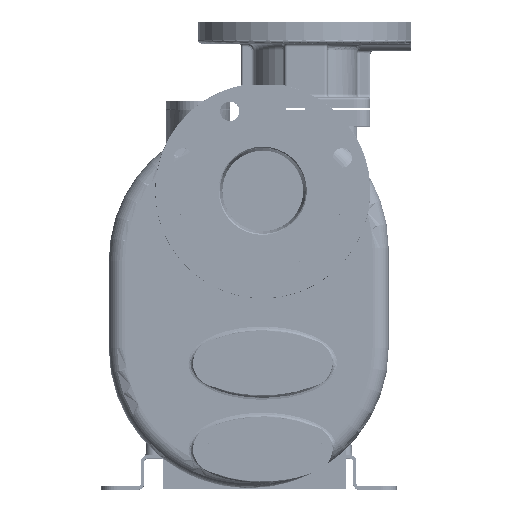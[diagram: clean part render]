
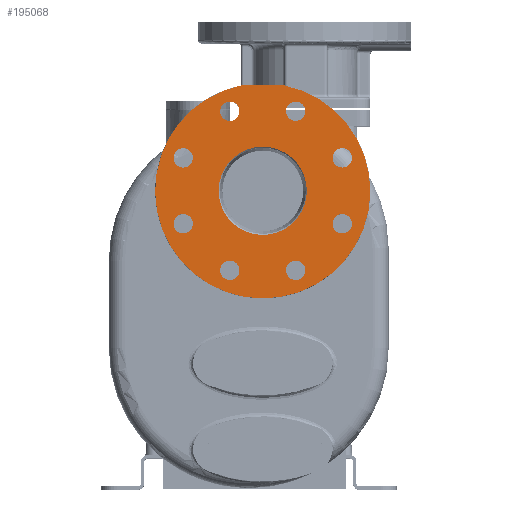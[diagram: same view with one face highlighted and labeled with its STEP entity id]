
A CAD part, top view. The second image highlights one B-rep face of the part: STEP entity #195068.
In plain terms, the highlighted planar face has unit normal (0, 0, 1).
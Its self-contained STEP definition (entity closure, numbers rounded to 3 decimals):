
#65575=DIRECTION('',(1.,0.,0.));
#65576=VECTOR('',#65575,39.799);
#65577=CARTESIAN_POINT('',(-6.9,375.,173.));
#65578=LINE('',#65577,#65576);
#65579=CARTESIAN_POINT('',(13.,277.,173.));
#65580=DIRECTION('',(0.,0.,1.));
#65581=DIRECTION('',(1.,0.,0.));
#65582=AXIS2_PLACEMENT_3D('',#65579,#65580,#65581);
#65584=CARTESIAN_POINT('',(13.,277.,173.));
#65585=DIRECTION('',(0.,0.,1.));
#65586=DIRECTION('',(-1.,0.,0.));
#65587=AXIS2_PLACEMENT_3D('',#65584,#65585,#65586);
#65589=CARTESIAN_POINT('',(86.91,307.615,173.));
#65590=DIRECTION('',(0.,0.,1.));
#65591=DIRECTION('',(1.,0.,0.));
#65592=AXIS2_PLACEMENT_3D('',#65589,#65590,#65591);
#65594=CARTESIAN_POINT('',(86.91,307.615,173.));
#65595=DIRECTION('',(0.,0.,1.));
#65596=DIRECTION('',(-1.,0.,0.));
#65597=AXIS2_PLACEMENT_3D('',#65594,#65595,#65596);
#65599=CARTESIAN_POINT('',(43.615,350.91,173.));
#65600=DIRECTION('',(0.,0.,1.));
#65601=DIRECTION('',(0.707,0.707,0.));
#65602=AXIS2_PLACEMENT_3D('',#65599,#65600,#65601);
#65604=CARTESIAN_POINT('',(43.615,350.91,173.));
#65605=DIRECTION('',(0.,0.,1.));
#65606=DIRECTION('',(-0.707,-0.707,0.));
#65607=AXIS2_PLACEMENT_3D('',#65604,#65605,#65606);
#65609=CARTESIAN_POINT('',(-17.615,350.91,173.));
#65610=DIRECTION('',(0.,0.,1.));
#65611=DIRECTION('',(0.,1.,0.));
#65612=AXIS2_PLACEMENT_3D('',#65609,#65610,#65611);
#65614=CARTESIAN_POINT('',(-17.615,350.91,173.));
#65615=DIRECTION('',(0.,0.,1.));
#65616=DIRECTION('',(0.,-1.,0.));
#65617=AXIS2_PLACEMENT_3D('',#65614,#65615,#65616);
#65619=CARTESIAN_POINT('',(-60.91,307.615,173.));
#65620=DIRECTION('',(0.,0.,1.));
#65621=DIRECTION('',(-0.707,0.707,0.));
#65622=AXIS2_PLACEMENT_3D('',#65619,#65620,#65621);
#65624=CARTESIAN_POINT('',(-60.91,307.615,173.));
#65625=DIRECTION('',(0.,0.,1.));
#65626=DIRECTION('',(0.707,-0.707,0.));
#65627=AXIS2_PLACEMENT_3D('',#65624,#65625,#65626);
#65629=CARTESIAN_POINT('',(-60.91,246.385,173.));
#65630=DIRECTION('',(0.,0.,1.));
#65631=DIRECTION('',(-1.,0.,0.));
#65632=AXIS2_PLACEMENT_3D('',#65629,#65630,#65631);
#65634=CARTESIAN_POINT('',(-60.91,246.385,173.));
#65635=DIRECTION('',(0.,0.,1.));
#65636=DIRECTION('',(1.,0.,0.));
#65637=AXIS2_PLACEMENT_3D('',#65634,#65635,#65636);
#65639=CARTESIAN_POINT('',(-17.615,203.09,173.));
#65640=DIRECTION('',(0.,0.,1.));
#65641=DIRECTION('',(-0.707,-0.707,0.));
#65642=AXIS2_PLACEMENT_3D('',#65639,#65640,#65641);
#65644=CARTESIAN_POINT('',(-17.615,203.09,173.));
#65645=DIRECTION('',(0.,0.,1.));
#65646=DIRECTION('',(0.707,0.707,0.));
#65647=AXIS2_PLACEMENT_3D('',#65644,#65645,#65646);
#65649=CARTESIAN_POINT('',(43.615,203.09,173.));
#65650=DIRECTION('',(0.,0.,1.));
#65651=DIRECTION('',(0.,-1.,0.));
#65652=AXIS2_PLACEMENT_3D('',#65649,#65650,#65651);
#65654=CARTESIAN_POINT('',(43.615,203.09,173.));
#65655=DIRECTION('',(0.,0.,1.));
#65656=DIRECTION('',(0.,1.,0.));
#65657=AXIS2_PLACEMENT_3D('',#65654,#65655,#65656);
#65659=CARTESIAN_POINT('',(86.91,246.385,173.));
#65660=DIRECTION('',(0.,0.,1.));
#65661=DIRECTION('',(0.707,-0.707,0.));
#65662=AXIS2_PLACEMENT_3D('',#65659,#65660,#65661);
#65664=CARTESIAN_POINT('',(86.91,246.385,173.));
#65665=DIRECTION('',(0.,0.,1.));
#65666=DIRECTION('',(-0.707,0.707,0.));
#65667=AXIS2_PLACEMENT_3D('',#65664,#65665,#65666);
#68604=CARTESIAN_POINT('',(13.,277.,173.));
#68605=DIRECTION('',(0.,0.,1.));
#68606=DIRECTION('',(-0.199,0.98,0.));
#68607=AXIS2_PLACEMENT_3D('',#68604,#68605,#68606);
#124142=CARTESIAN_POINT('',(-6.9,375.,173.));
#124143=CARTESIAN_POINT('',(32.9,375.,173.));
#124144=VERTEX_POINT('',#124142);
#124145=VERTEX_POINT('',#124143);
#124472=CARTESIAN_POINT('',(54.,277.,173.));
#124473=CARTESIAN_POINT('',(-28.,277.,173.));
#124474=VERTEX_POINT('',#124472);
#124475=VERTEX_POINT('',#124473);
#124476=CARTESIAN_POINT('',(95.91,307.615,173.));
#124477=CARTESIAN_POINT('',(77.91,307.615,173.));
#124478=VERTEX_POINT('',#124476);
#124479=VERTEX_POINT('',#124477);
#124484=CARTESIAN_POINT('',(49.979,357.274,173.));
#124485=CARTESIAN_POINT('',(37.251,344.546,173.));
#124486=VERTEX_POINT('',#124484);
#124487=VERTEX_POINT('',#124485);
#124492=CARTESIAN_POINT('',(-17.615,359.91,173.));
#124493=CARTESIAN_POINT('',(-17.615,341.91,173.));
#124494=VERTEX_POINT('',#124492);
#124495=VERTEX_POINT('',#124493);
#124500=CARTESIAN_POINT('',(-67.274,313.979,173.));
#124501=CARTESIAN_POINT('',(-54.546,301.251,173.));
#124502=VERTEX_POINT('',#124500);
#124503=VERTEX_POINT('',#124501);
#124508=CARTESIAN_POINT('',(-69.91,246.385,173.));
#124509=CARTESIAN_POINT('',(-51.91,246.385,173.));
#124510=VERTEX_POINT('',#124508);
#124511=VERTEX_POINT('',#124509);
#124516=CARTESIAN_POINT('',(-23.979,196.726,173.));
#124517=CARTESIAN_POINT('',(-11.251,209.454,173.));
#124518=VERTEX_POINT('',#124516);
#124519=VERTEX_POINT('',#124517);
#124524=CARTESIAN_POINT('',(43.615,194.09,173.));
#124525=CARTESIAN_POINT('',(43.615,212.09,173.));
#124526=VERTEX_POINT('',#124524);
#124527=VERTEX_POINT('',#124525);
#124532=CARTESIAN_POINT('',(93.274,240.021,173.));
#124533=CARTESIAN_POINT('',(80.546,252.749,173.));
#124534=VERTEX_POINT('',#124532);
#124535=VERTEX_POINT('',#124533);
#195005=CARTESIAN_POINT('',(13.,277.,173.));
#195006=DIRECTION('',(0.,0.,1.));
#195007=DIRECTION('',(0.,1.,0.));
#195008=AXIS2_PLACEMENT_3D('',#195005,#195006,#195007);
#195009=PLANE('',#195008);
#195011=ORIENTED_EDGE('',*,*,#195010,.T.);
#195013=ORIENTED_EDGE('',*,*,#195012,.F.);
#195014=EDGE_LOOP('',(#195011,#195013));
#195015=FACE_OUTER_BOUND('',#195014,.F.);
#195016=ORIENTED_EDGE('',*,*,#194959,.T.);
#195017=ORIENTED_EDGE('',*,*,#194974,.T.);
#195018=EDGE_LOOP('',(#195016,#195017));
#195019=FACE_BOUND('',#195018,.F.);
#195021=ORIENTED_EDGE('',*,*,#195020,.T.);
#195023=ORIENTED_EDGE('',*,*,#195022,.T.);
#195024=EDGE_LOOP('',(#195021,#195023));
#195025=FACE_BOUND('',#195024,.F.);
#195027=ORIENTED_EDGE('',*,*,#195026,.T.);
#195029=ORIENTED_EDGE('',*,*,#195028,.T.);
#195030=EDGE_LOOP('',(#195027,#195029));
#195031=FACE_BOUND('',#195030,.F.);
#195033=ORIENTED_EDGE('',*,*,#195032,.T.);
#195035=ORIENTED_EDGE('',*,*,#195034,.T.);
#195036=EDGE_LOOP('',(#195033,#195035));
#195037=FACE_BOUND('',#195036,.F.);
#195039=ORIENTED_EDGE('',*,*,#195038,.T.);
#195041=ORIENTED_EDGE('',*,*,#195040,.T.);
#195042=EDGE_LOOP('',(#195039,#195041));
#195043=FACE_BOUND('',#195042,.F.);
#195045=ORIENTED_EDGE('',*,*,#195044,.T.);
#195047=ORIENTED_EDGE('',*,*,#195046,.T.);
#195048=EDGE_LOOP('',(#195045,#195047));
#195049=FACE_BOUND('',#195048,.F.);
#195051=ORIENTED_EDGE('',*,*,#195050,.T.);
#195053=ORIENTED_EDGE('',*,*,#195052,.T.);
#195054=EDGE_LOOP('',(#195051,#195053));
#195055=FACE_BOUND('',#195054,.F.);
#195057=ORIENTED_EDGE('',*,*,#195056,.T.);
#195059=ORIENTED_EDGE('',*,*,#195058,.T.);
#195060=EDGE_LOOP('',(#195057,#195059));
#195061=FACE_BOUND('',#195060,.F.);
#195063=ORIENTED_EDGE('',*,*,#195062,.T.);
#195065=ORIENTED_EDGE('',*,*,#195064,.T.);
#195066=EDGE_LOOP('',(#195063,#195065));
#195067=FACE_BOUND('',#195066,.F.);
#195068=ADVANCED_FACE('',(#195015,#195019,#195025,#195031,#195037,#195043,
#195049,#195055,#195061,#195067),#195009,.T.);
#65583=CIRCLE('',#65582,41.);
#65588=CIRCLE('',#65587,41.);
#65593=CIRCLE('',#65592,9.);
#65598=CIRCLE('',#65597,9.);
#65603=CIRCLE('',#65602,9.);
#65608=CIRCLE('',#65607,9.);
#65613=CIRCLE('',#65612,9.);
#65618=CIRCLE('',#65617,9.);
#65623=CIRCLE('',#65622,9.);
#65628=CIRCLE('',#65627,9.);
#65633=CIRCLE('',#65632,9.);
#65638=CIRCLE('',#65637,9.);
#65643=CIRCLE('',#65642,9.);
#65648=CIRCLE('',#65647,9.);
#65653=CIRCLE('',#65652,9.);
#65658=CIRCLE('',#65657,9.);
#65663=CIRCLE('',#65662,9.);
#65668=CIRCLE('',#65667,9.);
#68608=CIRCLE('',#68607,100.);
#194959=EDGE_CURVE('',#124474,#124475,#65583,.T.);
#194974=EDGE_CURVE('',#124475,#124474,#65588,.T.);
#195010=EDGE_CURVE('',#124144,#124145,#65578,.T.);
#195012=EDGE_CURVE('',#124144,#124145,#68608,.T.);
#195020=EDGE_CURVE('',#124478,#124479,#65593,.T.);
#195022=EDGE_CURVE('',#124479,#124478,#65598,.T.);
#195026=EDGE_CURVE('',#124486,#124487,#65603,.T.);
#195028=EDGE_CURVE('',#124487,#124486,#65608,.T.);
#195032=EDGE_CURVE('',#124494,#124495,#65613,.T.);
#195034=EDGE_CURVE('',#124495,#124494,#65618,.T.);
#195038=EDGE_CURVE('',#124502,#124503,#65623,.T.);
#195040=EDGE_CURVE('',#124503,#124502,#65628,.T.);
#195044=EDGE_CURVE('',#124510,#124511,#65633,.T.);
#195046=EDGE_CURVE('',#124511,#124510,#65638,.T.);
#195050=EDGE_CURVE('',#124518,#124519,#65643,.T.);
#195052=EDGE_CURVE('',#124519,#124518,#65648,.T.);
#195056=EDGE_CURVE('',#124526,#124527,#65653,.T.);
#195058=EDGE_CURVE('',#124527,#124526,#65658,.T.);
#195062=EDGE_CURVE('',#124534,#124535,#65663,.T.);
#195064=EDGE_CURVE('',#124535,#124534,#65668,.T.);
